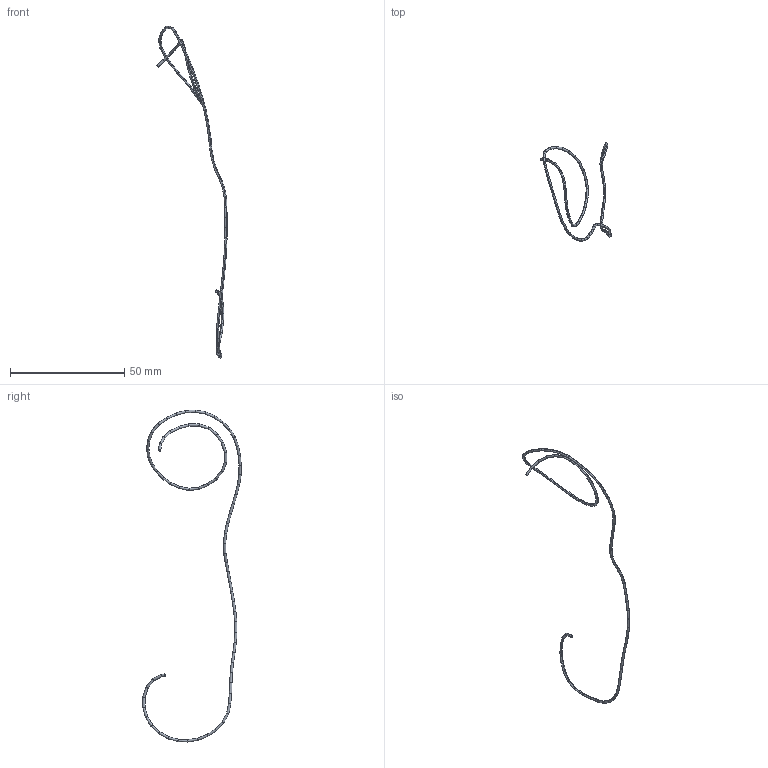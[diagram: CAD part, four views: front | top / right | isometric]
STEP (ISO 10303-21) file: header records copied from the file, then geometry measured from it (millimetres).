
FILE_DESCRIPTION(('STEP AP214'),'1');
FILE_NAME('Epicardial_05_Lead.step','2024-02-05T21:28:04',(' '),('ANSOFT Corporation'),'Spatial InterOp 3D',' ',' ');
FILE_SCHEMA(('AUTOMOTIVE_DESIGN { 1 0 10303 214 1 1 1 1 }'));
Length unit declared in the file: millimetre
Products named in the file (1): Lead1
Bounding box: 30.79 x 43.11 x 145.21 mm (x, y, z)
Volume: 274.6 mm3; surface area: 1100.1 mm2
Topology: 1 solids, 1 shells, 160 faces, 471 edges, 313 vertices
Faces by surface type: cylinder 158, plane 2
Entity records: 5548 total; most frequent: DIRECTION 1106, CARTESIAN_POINT 945, ORIENTED_EDGE 942, AXIS2_PLACEMENT_3D 474, EDGE_CURVE 471, VERTEX_POINT 313, ELLIPSE 307, ADVANCED_FACE 160
